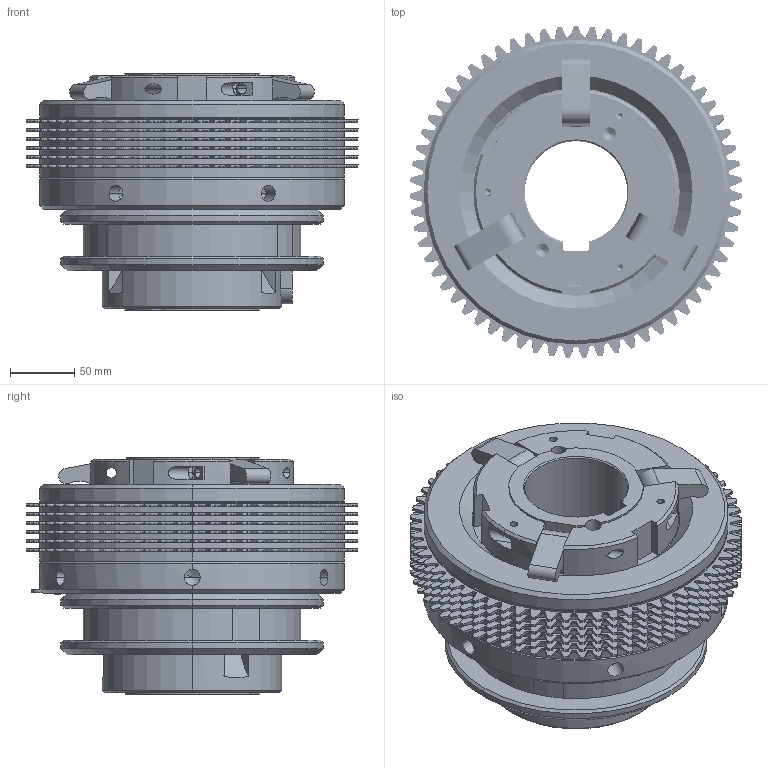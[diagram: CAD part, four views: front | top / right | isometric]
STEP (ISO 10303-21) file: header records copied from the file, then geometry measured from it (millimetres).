
FILE_DESCRIPTION (( 'STEP AP203' ), '1' );
FILE_NAME ('DS1006TG.STEP', '2017-10-31T07:28:31', ( '新井重治' ), ( '小倉クラッチ' ), 'SwSTEP 2.0', 'SolidWorks 2009', '' );
FILE_SCHEMA (( 'CONFIG_CONTROL_DESIGN' ));
Products named in the file (1): DS1006TG
Bounding box: 259.18 x 259.11 x 185 mm (x, y, z)
Volume: 4520775.4 mm3; surface area: 613718.7 mm2
Topology: 1 solids, 19 shells, 3871 faces, 11363 edges, 7510 vertices
Faces by surface type: cylinder 1873, bspline 1514, plane 385, cone 85, torus 8, sphere 6
Entity records: 231754 total; most frequent: CARTESIAN_POINT 135846, ORIENTED_EDGE 22612, DIRECTION 16883, EDGE_CURVE 11306, VERTEX_POINT 7493, AXIS2_PLACEMENT_3D 6356, VECTOR 4171, LINE 4171
